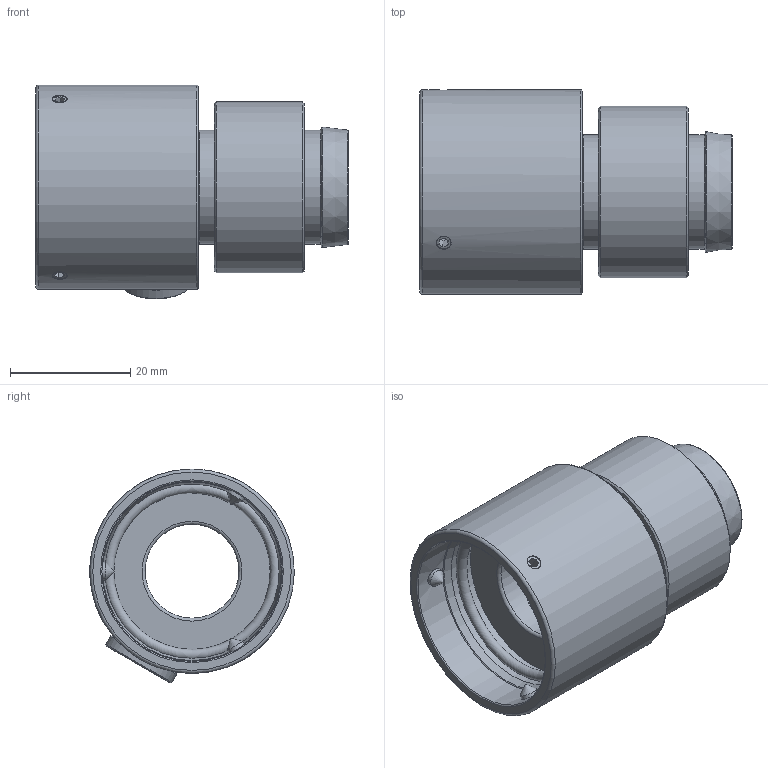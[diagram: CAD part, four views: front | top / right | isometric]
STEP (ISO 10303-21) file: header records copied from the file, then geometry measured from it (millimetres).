
FILE_DESCRIPTION(/* description */ (''),/* implementation_level */ '2;1');
FILE_NAME(/* name */ 'TrustLink MS Hose Stud C for CCP PBOF.stp',/* time_stamp */ '2021-03-09T14:34:53+01:00',/* author */ ('sh'),/* organization */ (''),/* preprocessor_version */ 'ST-DEVELOPER v17.2',/* originating_system */ 'Autodesk Inventor 2019',/* authorisation */ '');
FILE_SCHEMA (('AUTOMOTIVE_DESIGN { 1 0 10303 214 3 1 1 }'));
Length unit declared in the file: millimetre
Products named in the file (1): TrustLink MS Hose Stud C for CCP PBOF
Bounding box: 52 x 34 x 35.58 mm (x, y, z)
Volume: 17910.3 mm3; surface area: 12218.1 mm2
Topology: 2 solids, 4 shells, 93 faces, 249 edges, 169 vertices
Faces by surface type: plane 43, cone 20, cylinder 17, torus 13
Full cylindrical faces by diameter (mm): 2.459 x3, 3 x3, 8.382 x1, 9 x1, 12.7 x1, 15.6 x1, 19 x1, 25.5 x1, 28.5 x1, 29 x2, 30 x1, 34 x1
Entity records: 3337 total; most frequent: CARTESIAN_POINT 804, DIRECTION 507, ORIENTED_EDGE 486, EDGE_CURVE 243, AXIS2_PLACEMENT_3D 204, VERTEX_POINT 169, EDGE_LOOP 112, CIRCLE 110
